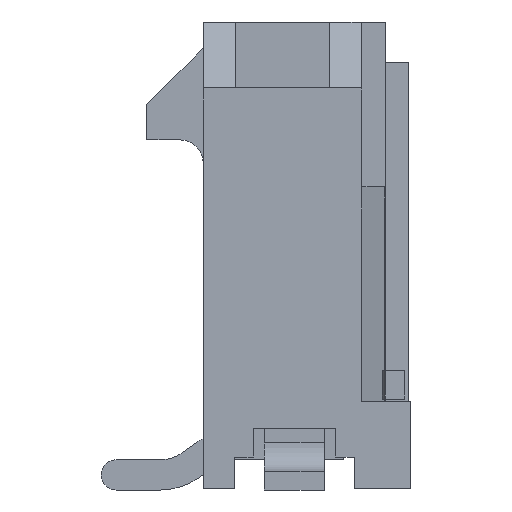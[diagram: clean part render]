
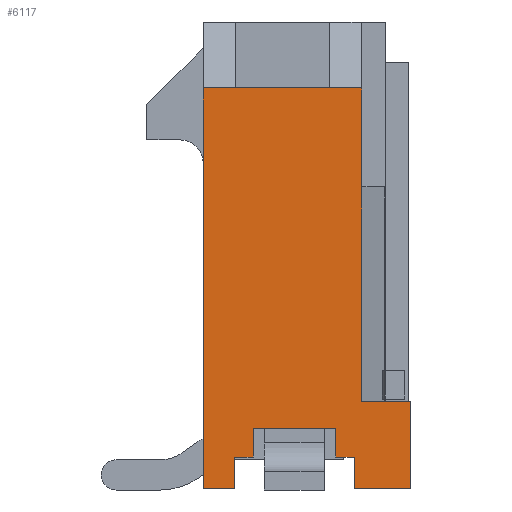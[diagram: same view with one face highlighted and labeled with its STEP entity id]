
A CAD part, left-side view. The second image highlights one B-rep face of the part: STEP entity #6117.
In plain terms, the highlighted planar face has unit normal (-1, 0, 0).
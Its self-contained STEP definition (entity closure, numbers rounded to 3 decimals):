
#774=DIRECTION('',(0.,0.,-1.));
#775=VECTOR('',#774,2.1);
#776=CARTESIAN_POINT('',(-9.32,-1.43,3.55));
#777=LINE('',#776,#775);
#778=DIRECTION('',(0.,0.,1.));
#779=VECTOR('',#778,4.55);
#780=CARTESIAN_POINT('',(-9.32,-1.43,-3.1));
#781=LINE('',#780,#779);
#782=DIRECTION('',(0.,0.,-1.));
#783=VECTOR('',#782,1.85);
#784=CARTESIAN_POINT('',(-9.32,-2.47,-3.1));
#785=LINE('',#784,#783);
#786=DIRECTION('',(0.,1.,0.));
#787=VECTOR('',#786,1.2);
#788=CARTESIAN_POINT('',(-9.32,-2.47,-4.95));
#789=LINE('',#788,#787);
#790=DIRECTION('',(0.,0.,1.));
#791=VECTOR('',#790,0.67);
#792=CARTESIAN_POINT('',(-9.32,-1.27,-4.95));
#793=LINE('',#792,#791);
#794=DIRECTION('',(0.,1.,0.));
#795=VECTOR('',#794,0.395);
#796=CARTESIAN_POINT('',(-9.32,-1.27,-4.28));
#797=LINE('',#796,#795);
#798=DIRECTION('',(0.,0.,-1.));
#799=VECTOR('',#798,0.6);
#800=CARTESIAN_POINT('',(-9.32,-0.875,-3.68));
#801=LINE('',#800,#799);
#802=DIRECTION('',(0.,-1.,0.));
#803=VECTOR('',#802,1.75);
#804=CARTESIAN_POINT('',(-9.32,0.875,-3.68));
#805=LINE('',#804,#803);
#806=DIRECTION('',(0.,0.,-1.));
#807=VECTOR('',#806,0.6);
#808=CARTESIAN_POINT('',(-9.32,0.875,-3.68));
#809=LINE('',#808,#807);
#810=DIRECTION('',(0.,1.,0.));
#811=VECTOR('',#810,0.395);
#812=CARTESIAN_POINT('',(-9.32,0.875,-4.28));
#813=LINE('',#812,#811);
#814=DIRECTION('',(0.,0.,-1.));
#815=VECTOR('',#814,0.67);
#816=CARTESIAN_POINT('',(-9.32,1.27,-4.28));
#817=LINE('',#816,#815);
#818=DIRECTION('',(0.,1.,0.));
#819=VECTOR('',#818,0.66);
#820=CARTESIAN_POINT('',(-9.32,1.27,-4.95));
#821=LINE('',#820,#819);
#822=DIRECTION('',(0.,0.,1.));
#823=VECTOR('',#822,8.5);
#824=CARTESIAN_POINT('',(-9.32,1.93,-4.95));
#825=LINE('',#824,#823);
#826=DIRECTION('',(0.,1.,0.));
#827=VECTOR('',#826,0.68);
#828=CARTESIAN_POINT('',(-9.32,1.25,3.55));
#829=LINE('',#828,#827);
#830=DIRECTION('',(0.,1.,0.));
#831=VECTOR('',#830,2.);
#832=CARTESIAN_POINT('',(-9.32,-0.75,3.55));
#833=LINE('',#832,#831);
#834=DIRECTION('',(0.,1.,0.));
#835=VECTOR('',#834,0.68);
#836=CARTESIAN_POINT('',(-9.32,-1.43,3.55));
#837=LINE('',#836,#835);
#1098=DIRECTION('',(0.,1.,0.));
#1099=VECTOR('',#1098,1.04);
#1100=CARTESIAN_POINT('',(-9.32,-2.47,-3.1));
#1101=LINE('',#1100,#1099);
#3963=CARTESIAN_POINT('',(-9.32,-2.47,-3.1));
#3964=CARTESIAN_POINT('',(-9.32,-2.47,-4.95));
#3965=VERTEX_POINT('',#3963);
#3966=VERTEX_POINT('',#3964);
#3967=CARTESIAN_POINT('',(-9.32,-1.27,-4.95));
#3968=VERTEX_POINT('',#3967);
#3975=CARTESIAN_POINT('',(-9.32,-1.27,-4.28));
#3976=VERTEX_POINT('',#3975);
#3977=CARTESIAN_POINT('',(-9.32,1.27,-4.28));
#3978=CARTESIAN_POINT('',(-9.32,1.27,-4.95));
#3979=VERTEX_POINT('',#3977);
#3980=VERTEX_POINT('',#3978);
#3981=CARTESIAN_POINT('',(-9.32,1.93,-4.95));
#3982=VERTEX_POINT('',#3981);
#4007=CARTESIAN_POINT('',(-9.32,-0.75,3.55));
#4008=CARTESIAN_POINT('',(-9.32,1.25,3.55));
#4009=VERTEX_POINT('',#4007);
#4010=VERTEX_POINT('',#4008);
#4061=CARTESIAN_POINT('',(-9.32,-0.875,-4.28));
#4063=VERTEX_POINT('',#4061);
#4065=CARTESIAN_POINT('',(-9.32,0.875,-4.28));
#4067=VERTEX_POINT('',#4065);
#4103=CARTESIAN_POINT('',(-9.32,0.875,-3.68));
#4105=VERTEX_POINT('',#4103);
#4207=CARTESIAN_POINT('',(-9.32,1.93,3.55));
#4209=VERTEX_POINT('',#4207);
#4219=CARTESIAN_POINT('',(-9.32,-0.875,-3.68));
#4220=VERTEX_POINT('',#4219);
#4255=CARTESIAN_POINT('',(-9.32,-1.43,-3.1));
#4256=VERTEX_POINT('',#4255);
#5043=CARTESIAN_POINT('',(-9.32,-1.43,3.55));
#5044=CARTESIAN_POINT('',(-9.32,-1.43,1.45));
#5045=VERTEX_POINT('',#5043);
#5046=VERTEX_POINT('',#5044);
#6080=CARTESIAN_POINT('',(-9.32,0.,0.));
#6081=DIRECTION('',(1.,0.,0.));
#6082=DIRECTION('',(0.,0.,-1.));
#6083=AXIS2_PLACEMENT_3D('',#6080,#6081,#6082);
#6084=PLANE('',#6083);
#6085=ORIENTED_EDGE('',*,*,#6029,.T.);
#6087=ORIENTED_EDGE('',*,*,#6086,.F.);
#6089=ORIENTED_EDGE('',*,*,#6088,.F.);
#6091=ORIENTED_EDGE('',*,*,#6090,.T.);
#6093=ORIENTED_EDGE('',*,*,#6092,.T.);
#6095=ORIENTED_EDGE('',*,*,#6094,.T.);
#6096=ORIENTED_EDGE('',*,*,#5297,.T.);
#6097=ORIENTED_EDGE('',*,*,#5589,.F.);
#6099=ORIENTED_EDGE('',*,*,#6098,.F.);
#6101=ORIENTED_EDGE('',*,*,#6100,.T.);
#6102=ORIENTED_EDGE('',*,*,#5317,.T.);
#6104=ORIENTED_EDGE('',*,*,#6103,.T.);
#6106=ORIENTED_EDGE('',*,*,#6105,.T.);
#6108=ORIENTED_EDGE('',*,*,#6107,.T.);
#6110=ORIENTED_EDGE('',*,*,#6109,.F.);
#6112=ORIENTED_EDGE('',*,*,#6111,.F.);
#6114=ORIENTED_EDGE('',*,*,#6113,.F.);
#6115=EDGE_LOOP('',(#6085,#6087,#6089,#6091,#6093,#6095,#6096,#6097,#6099,#6101,
#6102,#6104,#6106,#6108,#6110,#6112,#6114));
#6116=FACE_OUTER_BOUND('',#6115,.F.);
#6117=ADVANCED_FACE('',(#6116),#6084,.F.);
#5297=EDGE_CURVE('',#3976,#4063,#797,.T.);
#5317=EDGE_CURVE('',#4067,#3979,#813,.T.);
#5589=EDGE_CURVE('',#4220,#4063,#801,.T.);
#6029=EDGE_CURVE('',#5045,#5046,#777,.T.);
#6086=EDGE_CURVE('',#4256,#5046,#781,.T.);
#6088=EDGE_CURVE('',#3965,#4256,#1101,.T.);
#6090=EDGE_CURVE('',#3965,#3966,#785,.T.);
#6092=EDGE_CURVE('',#3966,#3968,#789,.T.);
#6094=EDGE_CURVE('',#3968,#3976,#793,.T.);
#6098=EDGE_CURVE('',#4105,#4220,#805,.T.);
#6100=EDGE_CURVE('',#4105,#4067,#809,.T.);
#6103=EDGE_CURVE('',#3979,#3980,#817,.T.);
#6105=EDGE_CURVE('',#3980,#3982,#821,.T.);
#6107=EDGE_CURVE('',#3982,#4209,#825,.T.);
#6109=EDGE_CURVE('',#4010,#4209,#829,.T.);
#6111=EDGE_CURVE('',#4009,#4010,#833,.T.);
#6113=EDGE_CURVE('',#5045,#4009,#837,.T.);
